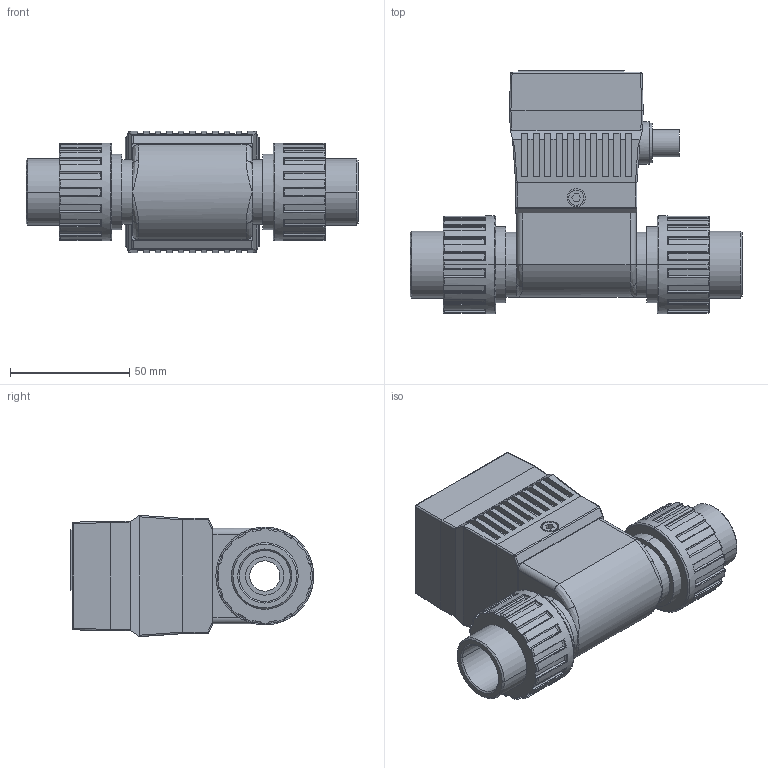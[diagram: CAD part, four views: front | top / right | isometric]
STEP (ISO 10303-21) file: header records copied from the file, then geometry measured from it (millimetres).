
FILE_DESCRIPTION (( 'STEP AP214' ), '1' );
FILE_NAME ('TKM-15-P.STEP', '2025-01-14T17:08:50', ( '' ), ( '' ), 'SwSTEP 2.0', 'SolidWorks 2021', '' );
FILE_SCHEMA (( 'AUTOMOTIVE_DESIGN' ));
Length unit declared in the file: inch
Products named in the file (1): TKM-15-P
Bounding box: 138.94 x 101.81 x 50.8 mm (x, y, z)
Volume: 260595.4 mm3; surface area: 64098.5 mm2
Topology: 9 solids, 9 shells, 744 faces, 1964 edges, 1254 vertices
Faces by surface type: plane 375, cylinder 236, bspline 121, cone 12
Entity records: 26029 total; most frequent: CARTESIAN_POINT 8560, ORIENTED_EDGE 3896, DIRECTION 3242, EDGE_CURVE 1948, VERTEX_POINT 1254, VECTOR 1082, LINE 1082, AXIS2_PLACEMENT_3D 1080
